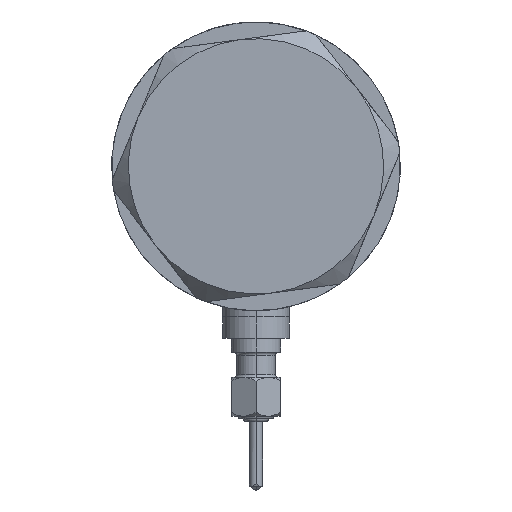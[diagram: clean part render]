
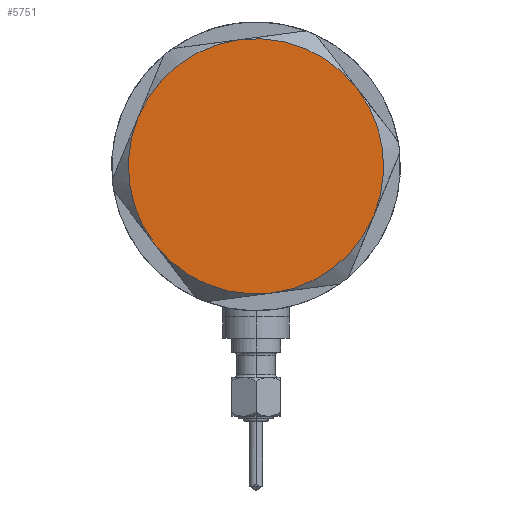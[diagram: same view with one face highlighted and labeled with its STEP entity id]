
A CAD part, left-side view. The second image highlights one B-rep face of the part: STEP entity #5751.
In plain terms, the highlighted face is planar.
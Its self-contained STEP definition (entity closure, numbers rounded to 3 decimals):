
#104 = DIRECTION ( 'NONE',  ( 1., 0., 0. ) ) ;
#123 = ORIENTED_EDGE ( 'NONE', *, *, #3366, .T. ) ;
#134 = DIRECTION ( 'NONE',  ( 0., 0., 1. ) ) ;
#199 = CIRCLE ( 'NONE', #6888, 23. ) ;
#212 = VERTEX_POINT ( 'NONE', #6670 ) ;
#224 = EDGE_LOOP ( 'NONE', ( #1141, #3250, #6296, #3750, #3337, #123 ) ) ;
#668 = CARTESIAN_POINT ( 'NONE',  ( 11.5, 19.919, 9. ) ) ;
#988 = DIRECTION ( 'NONE',  ( 0., 0., 1. ) ) ;
#1089 = AXIS2_PLACEMENT_3D ( 'NONE', #4254, #134, #2158 ) ;
#1141 = ORIENTED_EDGE ( 'NONE', *, *, #6155, .T. ) ;
#1196 = CIRCLE ( 'NONE', #4983, 23. ) ;
#1260 = CARTESIAN_POINT ( 'NONE',  ( -11.5, -19.919, 9. ) ) ;
#1503 = DIRECTION ( 'NONE',  ( 0., 0., 1. ) ) ;
#1893 = CARTESIAN_POINT ( 'NONE',  ( 23., 0., 9. ) ) ;
#1924 = VERTEX_POINT ( 'NONE', #1260 ) ;
#2028 = CARTESIAN_POINT ( 'NONE',  ( 0., 0., 9. ) ) ;
#2070 = CARTESIAN_POINT ( 'NONE',  ( 0., 0., 9. ) ) ;
#2129 = VERTEX_POINT ( 'NONE', #5247 ) ;
#2158 = DIRECTION ( 'NONE',  ( 1., 0., 0. ) ) ;
#2203 = VERTEX_POINT ( 'NONE', #668 ) ;
#2405 = AXIS2_PLACEMENT_3D ( 'NONE', #3145, #1503, #2558 ) ;
#2558 = DIRECTION ( 'NONE',  ( 1., 0., 0. ) ) ;
#2581 = CARTESIAN_POINT ( 'NONE',  ( 0., 0., 9. ) ) ;
#2589 = FACE_OUTER_BOUND ( 'NONE', #224, .T. ) ;
#2604 = CARTESIAN_POINT ( 'NONE',  ( 0., 0., 9. ) ) ;
#2626 = PLANE ( 'NONE',  #6874 ) ;
#2630 = AXIS2_PLACEMENT_3D ( 'NONE', #2604, #5115, #5627 ) ;
#2666 = DIRECTION ( 'NONE',  ( 0., 0., 1. ) ) ;
#2806 = DIRECTION ( 'NONE',  ( 0., 0., 1. ) ) ;
#3145 = CARTESIAN_POINT ( 'NONE',  ( 0., 0., 9. ) ) ;
#3250 = ORIENTED_EDGE ( 'NONE', *, *, #5745, .T. ) ;
#3325 = VERTEX_POINT ( 'NONE', #4039 ) ;
#3337 = ORIENTED_EDGE ( 'NONE', *, *, #3931, .T. ) ;
#3366 = EDGE_CURVE ( 'NONE', #1924, #2129, #3762, .T. ) ;
#3737 = CIRCLE ( 'NONE', #1089, 23. ) ;
#3750 = ORIENTED_EDGE ( 'NONE', *, *, #5135, .T. ) ;
#3762 = CIRCLE ( 'NONE', #6534, 23. ) ;
#3931 = EDGE_CURVE ( 'NONE', #212, #1924, #1196, .T. ) ;
#4039 = CARTESIAN_POINT ( 'NONE',  ( -11.5, 19.919, 9. ) ) ;
#4122 = VERTEX_POINT ( 'NONE', #1893 ) ;
#4254 = CARTESIAN_POINT ( 'NONE',  ( 0., 0., 9. ) ) ;
#4403 = CIRCLE ( 'NONE', #2630, 23. ) ;
#4744 = DIRECTION ( 'NONE',  ( 1., 0., 0. ) ) ;
#4983 = AXIS2_PLACEMENT_3D ( 'NONE', #5944, #2806, #104 ) ;
#5115 = DIRECTION ( 'NONE',  ( 0., 0., 1. ) ) ;
#5135 = EDGE_CURVE ( 'NONE', #3325, #212, #199, .T. ) ;
#5247 = CARTESIAN_POINT ( 'NONE',  ( 11.5, -19.919, 9. ) ) ;
#5627 = DIRECTION ( 'NONE',  ( 1., 0., 0. ) ) ;
#5745 = EDGE_CURVE ( 'NONE', #4122, #2203, #6641, .T. ) ;
#5751 = ADVANCED_FACE ( 'NONE', ( #2589 ), #2626, .T. ) ;
#5944 = CARTESIAN_POINT ( 'NONE',  ( 0., 0., 9. ) ) ;
#6155 = EDGE_CURVE ( 'NONE', #2129, #4122, #3737, .T. ) ;
#6296 = ORIENTED_EDGE ( 'NONE', *, *, #6358, .T. ) ;
#6318 = DIRECTION ( 'NONE',  ( 0., 0., 1. ) ) ;
#6358 = EDGE_CURVE ( 'NONE', #2203, #3325, #4403, .T. ) ;
#6534 = AXIS2_PLACEMENT_3D ( 'NONE', #2028, #988, #6811 ) ;
#6641 = CIRCLE ( 'NONE', #2405, 23. ) ;
#6670 = CARTESIAN_POINT ( 'NONE',  ( -23., 0., 9. ) ) ;
#6811 = DIRECTION ( 'NONE',  ( 1., 0., 0. ) ) ;
#6874 = AXIS2_PLACEMENT_3D ( 'NONE', #2070, #2666, #6892 ) ;
#6888 = AXIS2_PLACEMENT_3D ( 'NONE', #2581, #6318, #4744 ) ;
#6892 = DIRECTION ( 'NONE',  ( 1., 0., 0. ) ) ;
